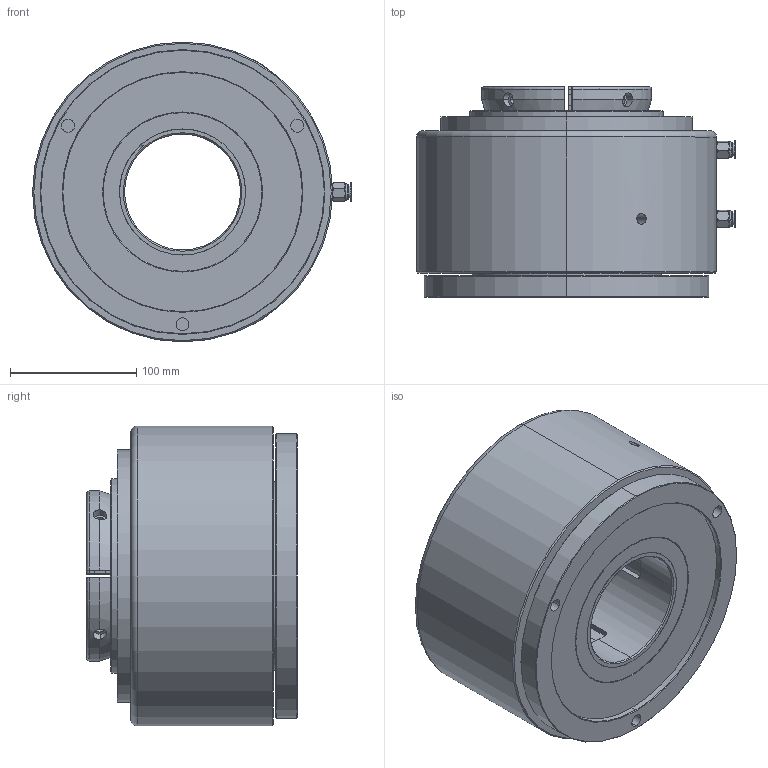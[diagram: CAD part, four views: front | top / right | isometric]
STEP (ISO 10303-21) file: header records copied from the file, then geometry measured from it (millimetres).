
FILE_DESCRIPTION (( 'STEP AP214' ), '1' );
FILE_NAME ('DZ-90 侐羲.STEP', '2023-09-05T05:49:40', ( '' ), ( '' ), 'SwSTEP 2.0', 'SolidWorks 2023', '' );
FILE_SCHEMA (( 'AUTOMOTIVE_DESIGN' ));
Length unit declared in the file: millimetre
Products named in the file (5): DZ-90+筒夹.STEP; DZ-90 四开; DZ-90 副爪筒夹.STEP; 气孔接头  .STEP; DZ-90 本体.STEP
Assembly tree (5 placements, depth 3):
  DZ-90 四开
    DZ-90+筒夹.STEP
      DZ-90 本体.STEP
      DZ-90 副爪筒夹.STEP
      气孔接头  .STEP  x2
Bounding box: 253 x 167 x 238 mm (x, y, z)
Volume: 5078040.4 mm3; surface area: 390275.5 mm2
Topology: 4 solids, 4 shells, 694 faces, 1795 edges, 1170 vertices
Faces by surface type: plane 367, cylinder 146, bspline 94, torus 46, cone 41
Entity records: 28942 total; most frequent: CARTESIAN_POINT 11554, ORIENTED_EDGE 2864, DIRECTION 2333, EDGE_CURVE 1432, VERTEX_POINT 937, LINE 819, VECTOR 819, AXIS2_PLACEMENT_3D 757
